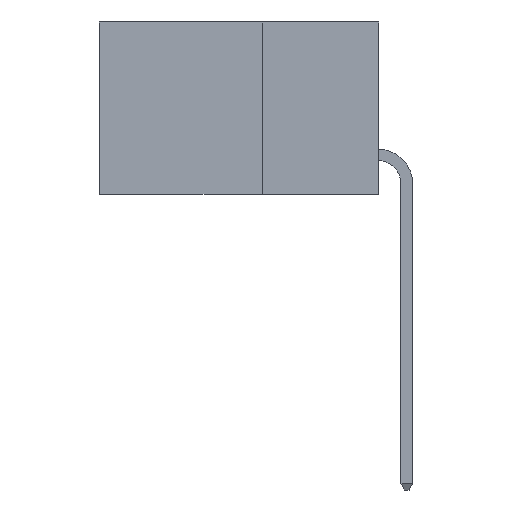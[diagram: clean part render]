
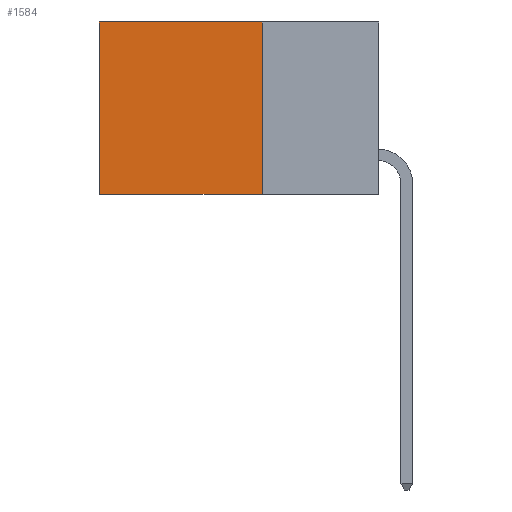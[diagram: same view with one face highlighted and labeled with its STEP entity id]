
A CAD part, left-side view. The second image highlights one B-rep face of the part: STEP entity #1584.
In plain terms, the highlighted planar face has unit normal (-1, 0, 0).
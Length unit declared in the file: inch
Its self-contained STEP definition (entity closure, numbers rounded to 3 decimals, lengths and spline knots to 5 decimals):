
#410 = DIRECTION ( 'NONE',  ( 0., 0., -1. ) ) ;
#646 = CARTESIAN_POINT ( 'NONE',  ( 0.2615, 0.6, 0. ) ) ;
#865 = CARTESIAN_POINT ( 'NONE',  ( 0.2615, 0.6, -0.37 ) ) ;
#1584 = ADVANCED_FACE ( 'NONE', ( #9150 ), #6253, .F. ) ;
#1603 = EDGE_LOOP ( 'NONE', ( #2007, #8301, #5082, #11041 ) ) ;
#1976 = CARTESIAN_POINT ( 'NONE',  ( 0.2615, 0.6, -0.37 ) ) ;
#2007 = ORIENTED_EDGE ( 'NONE', *, *, #7171, .T. ) ;
#2145 = VECTOR ( 'NONE', #3826, 39.37008 ) ;
#2458 = LINE ( 'NONE', #12649, #2145 ) ;
#2534 = CARTESIAN_POINT ( 'NONE',  ( 0.2615, 0.25, 0. ) ) ;
#2724 = VERTEX_POINT ( 'NONE', #865 ) ;
#2834 = VECTOR ( 'NONE', #2970, 39.37008 ) ;
#2970 = DIRECTION ( 'NONE',  ( 0., 0., -1. ) ) ;
#2998 = VERTEX_POINT ( 'NONE', #11592 ) ;
#3149 = LINE ( 'NONE', #1976, #2834 ) ;
#3313 = CARTESIAN_POINT ( 'NONE',  ( 0.2615, 0.25, -0.37 ) ) ;
#3826 = DIRECTION ( 'NONE',  ( 0., 0., -1. ) ) ;
#4133 = VERTEX_POINT ( 'NONE', #8443 ) ;
#4358 = EDGE_CURVE ( 'NONE', #2998, #4133, #2458, .T. ) ;
#5082 = ORIENTED_EDGE ( 'NONE', *, *, #4358, .F. ) ;
#5260 = AXIS2_PLACEMENT_3D ( 'NONE', #9303, #8188, #410 ) ;
#5350 = VECTOR ( 'NONE', #10450, 39.37008 ) ;
#5998 = EDGE_CURVE ( 'NONE', #4133, #2724, #7228, .T. ) ;
#6149 = EDGE_CURVE ( 'NONE', #2998, #9883, #8003, .T. ) ;
#6253 = PLANE ( 'NONE',  #5260 ) ;
#7171 = EDGE_CURVE ( 'NONE', #9883, #2724, #3149, .T. ) ;
#7228 = LINE ( 'NONE', #3313, #12129 ) ;
#8003 = LINE ( 'NONE', #2534, #5350 ) ;
#8188 = DIRECTION ( 'NONE',  ( 1., 0., 0. ) ) ;
#8301 = ORIENTED_EDGE ( 'NONE', *, *, #5998, .F. ) ;
#8443 = CARTESIAN_POINT ( 'NONE',  ( 0.2615, 0.25, -0.37 ) ) ;
#9150 = FACE_OUTER_BOUND ( 'NONE', #1603, .T. ) ;
#9303 = CARTESIAN_POINT ( 'NONE',  ( 0.2615, 0.25, -0.37 ) ) ;
#9883 = VERTEX_POINT ( 'NONE', #646 ) ;
#10450 = DIRECTION ( 'NONE',  ( 0., 1., 0. ) ) ;
#11041 = ORIENTED_EDGE ( 'NONE', *, *, #6149, .T. ) ;
#11592 = CARTESIAN_POINT ( 'NONE',  ( 0.2615, 0.25, 0. ) ) ;
#12129 = VECTOR ( 'NONE', #12192, 39.37008 ) ;
#12192 = DIRECTION ( 'NONE',  ( 0., 1., 0. ) ) ;
#12649 = CARTESIAN_POINT ( 'NONE',  ( 0.2615, 0.25, -0.37 ) ) ;
